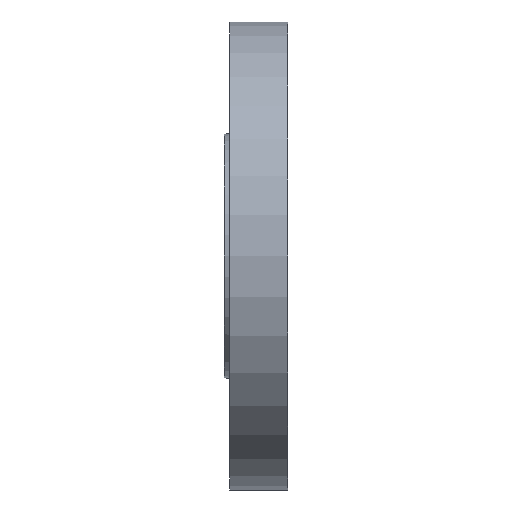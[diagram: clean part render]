
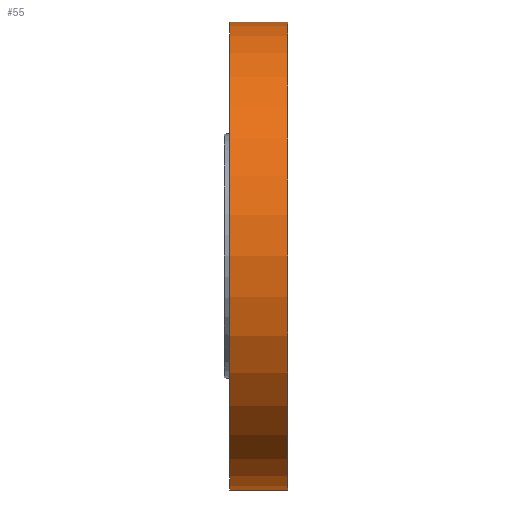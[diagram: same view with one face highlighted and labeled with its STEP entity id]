
A CAD part, left-side view. The second image highlights one B-rep face of the part: STEP entity #55.
In plain terms, the highlighted cylindrical face has radius 132.5 mm (diameter 265 mm), a partial arc.
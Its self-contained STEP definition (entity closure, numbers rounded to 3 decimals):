
#18 = CARTESIAN_POINT ( 'NONE',  ( 0., 33., 132.5 ) ) ;
#42 = VECTOR ( 'NONE', #316, 1000. ) ;
#55 = ADVANCED_FACE ( 'NONE', ( #679 ), #87, .T. ) ;
#87 = CYLINDRICAL_SURFACE ( 'NONE', #692, 132.5 ) ;
#107 = CARTESIAN_POINT ( 'NONE',  ( 0., 33., -132.5 ) ) ;
#151 = EDGE_CURVE ( 'NONE', #207, #600, #179, .T. ) ;
#154 = CIRCLE ( 'NONE', #374, 132.5 ) ;
#160 = DIRECTION ( 'NONE',  ( 0., 1., 0. ) ) ;
#179 = LINE ( 'NONE', #107, #390 ) ;
#207 = VERTEX_POINT ( 'NONE', #559 ) ;
#265 = LINE ( 'NONE', #18, #42 ) ;
#272 = ORIENTED_EDGE ( 'NONE', *, *, #423, .F. ) ;
#274 = DIRECTION ( 'NONE',  ( 0., 0., -1. ) ) ;
#279 = DIRECTION ( 'NONE',  ( 0., -1., 0. ) ) ;
#305 = CARTESIAN_POINT ( 'NONE',  ( 0., 33., 132.5 ) ) ;
#316 = DIRECTION ( 'NONE',  ( 0., -1., 0. ) ) ;
#341 = CARTESIAN_POINT ( 'NONE',  ( 0., 0., 132.5 ) ) ;
#374 = AXIS2_PLACEMENT_3D ( 'NONE', #404, #476, #465 ) ;
#390 = VECTOR ( 'NONE', #419, 1000. ) ;
#404 = CARTESIAN_POINT ( 'NONE',  ( 0., 0., 0. ) ) ;
#419 = DIRECTION ( 'NONE',  ( 0., -1., 0. ) ) ;
#423 = EDGE_CURVE ( 'NONE', #707, #475, #265, .T. ) ;
#465 = DIRECTION ( 'NONE',  ( 0., 0., 1. ) ) ;
#466 = EDGE_CURVE ( 'NONE', #600, #475, #154, .T. ) ;
#475 = VERTEX_POINT ( 'NONE', #341 ) ;
#476 = DIRECTION ( 'NONE',  ( 0., 1., 0. ) ) ;
#515 = ORIENTED_EDGE ( 'NONE', *, *, #151, .T. ) ;
#528 = CIRCLE ( 'NONE', #565, 132.5 ) ;
#537 = CARTESIAN_POINT ( 'NONE',  ( 0., 33., 0. ) ) ;
#559 = CARTESIAN_POINT ( 'NONE',  ( 0., 33., -132.5 ) ) ;
#565 = AXIS2_PLACEMENT_3D ( 'NONE', #537, #160, #800 ) ;
#589 = EDGE_CURVE ( 'NONE', #207, #707, #528, .T. ) ;
#599 = CARTESIAN_POINT ( 'NONE',  ( 0., 33., 0. ) ) ;
#600 = VERTEX_POINT ( 'NONE', #677 ) ;
#661 = ORIENTED_EDGE ( 'NONE', *, *, #466, .T. ) ;
#677 = CARTESIAN_POINT ( 'NONE',  ( 0., 0., -132.5 ) ) ;
#679 = FACE_OUTER_BOUND ( 'NONE', #792, .T. ) ;
#692 = AXIS2_PLACEMENT_3D ( 'NONE', #599, #279, #274 ) ;
#707 = VERTEX_POINT ( 'NONE', #305 ) ;
#714 = ORIENTED_EDGE ( 'NONE', *, *, #589, .F. ) ;
#792 = EDGE_LOOP ( 'NONE', ( #272, #714, #515, #661 ) ) ;
#800 = DIRECTION ( 'NONE',  ( 0., 0., 1. ) ) ;
